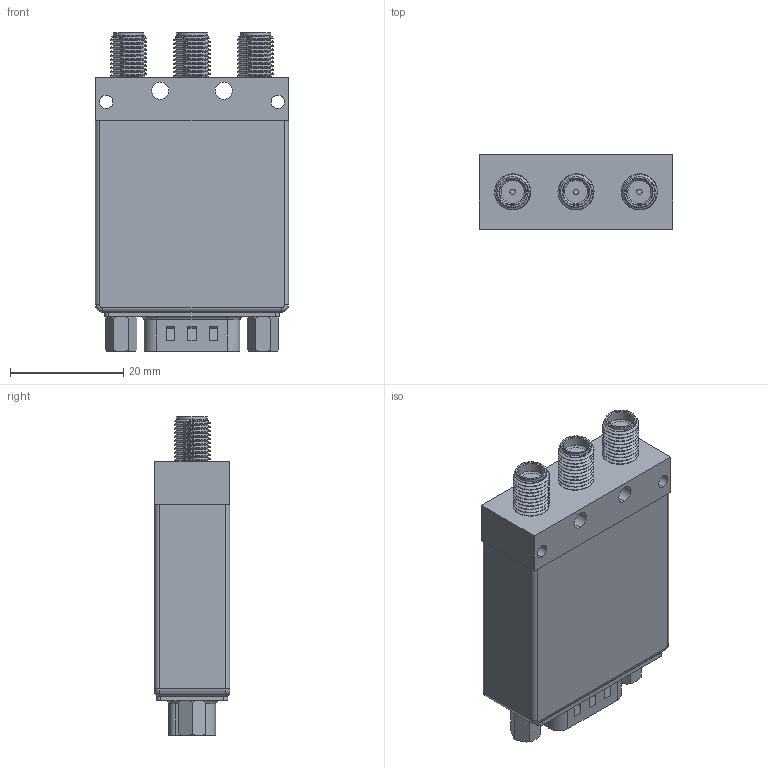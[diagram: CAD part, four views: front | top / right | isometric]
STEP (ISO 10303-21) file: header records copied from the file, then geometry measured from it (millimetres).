
FILE_DESCRIPTION (( 'STEP AP214' ), '1' );
FILE_NAME ('PE71S6347.STEP', '2020-04-21T18:01:27', ( '' ), ( '' ), 'SwSTEP 2.0', 'SolidWorks 2018', '' );
FILE_SCHEMA (( 'AUTOMOTIVE_DESIGN' ));
Length unit declared in the file: inch
Products named in the file (1): PE71S6347
Bounding box: 34.04 x 13.26 x 56.18 mm (x, y, z)
Volume: 19409 mm3; surface area: 7395 mm2
Topology: 1 solids, 11 shells, 1235 faces, 3243 edges, 2110 vertices
Faces by surface type: plane 620, bspline 254, cylinder 249, cone 57, sphere 36, torus 19
Entity records: 53510 total; most frequent: CARTESIAN_POINT 24706, ORIENTED_EDGE 6378, DIRECTION 4942, EDGE_CURVE 3189, VERTEX_POINT 2092, LINE 2012, VECTOR 2012, AXIS2_PLACEMENT_3D 1465
